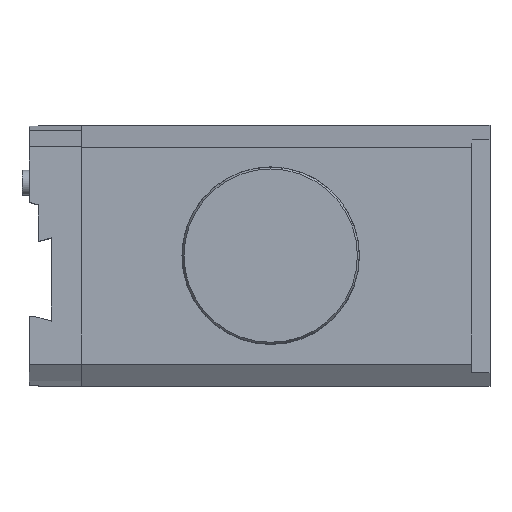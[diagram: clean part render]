
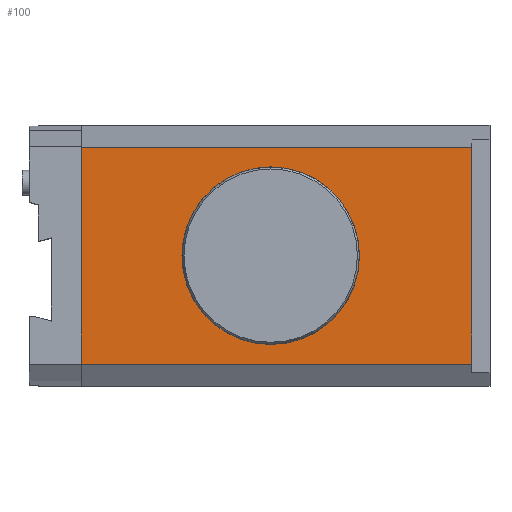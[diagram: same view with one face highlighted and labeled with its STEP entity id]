
A CAD part, top view. The second image highlights one B-rep face of the part: STEP entity #100.
In plain terms, the highlighted planar face has unit normal (0, 0, 1).
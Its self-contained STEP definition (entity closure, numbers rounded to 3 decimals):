
#47=FACE_BOUND('',#241,.T.);
#48=FACE_BOUND('',#242,.T.);
#72=CIRCLE('',#1043,34.);
#100=ADVANCED_FACE('',(#47,#48),#143,.F.);
#143=PLANE('',#1045);
#241=EDGE_LOOP('',(#404));
#242=EDGE_LOOP('',(#405,#406,#407,#408));
#404=ORIENTED_EDGE('',*,*,#711,.T.);
#405=ORIENTED_EDGE('',*,*,#620,.T.);
#406=ORIENTED_EDGE('',*,*,#621,.F.);
#407=ORIENTED_EDGE('',*,*,#655,.F.);
#408=ORIENTED_EDGE('',*,*,#712,.T.);
#529=VERTEX_POINT('',#1341);
#532=VERTEX_POINT('',#1346);
#533=VERTEX_POINT('',#1350);
#563=VERTEX_POINT('',#1417);
#602=VERTEX_POINT('',#1533);
#620=EDGE_CURVE('',#529,#532,#750,.T.);
#621=EDGE_CURVE('',#533,#532,#751,.T.);
#655=EDGE_CURVE('',#563,#533,#778,.T.);
#711=EDGE_CURVE('',#602,#602,#72,.T.);
#712=EDGE_CURVE('',#563,#529,#824,.T.);
#750=LINE('',#1347,#862);
#751=LINE('',#1349,#863);
#778=LINE('',#1418,#890);
#824=LINE('',#1535,#936);
#862=VECTOR('',#1085,1.);
#863=VECTOR('',#1088,1.);
#890=VECTOR('',#1137,1.);
#936=VECTOR('',#1247,1.);
#1043=AXIS2_PLACEMENT_3D('',#1532,#1243,#1244);
#1045=AXIS2_PLACEMENT_3D('',#1536,#1248,#1249);
#1085=DIRECTION('',(0.,1.,0.));
#1088=DIRECTION('',(1.,0.,0.));
#1137=DIRECTION('',(0.,1.,0.));
#1243=DIRECTION('',(0.,0.,-1.));
#1244=DIRECTION('',(-1.,0.,0.));
#1247=DIRECTION('',(1.,0.,0.));
#1248=DIRECTION('',(0.,0.,-1.));
#1249=DIRECTION('',(0.,1.,0.));
#1341=CARTESIAN_POINT('',(77.,-41.5,0.));
#1346=CARTESIAN_POINT('',(77.,41.5,0.));
#1347=CARTESIAN_POINT('',(77.,-188.99,0.));
#1349=CARTESIAN_POINT('',(-72.5,41.5,0.));
#1350=CARTESIAN_POINT('',(-72.5,41.5,0.));
#1417=CARTESIAN_POINT('',(-72.5,-41.5,0.));
#1418=CARTESIAN_POINT('',(-72.5,-41.5,0.));
#1532=CARTESIAN_POINT('',(0.,0.,0.));
#1533=CARTESIAN_POINT('',(-34.,0.,0.));
#1535=CARTESIAN_POINT('',(-72.5,-41.5,0.));
#1536=CARTESIAN_POINT('',(-72.5,-41.5,0.));
